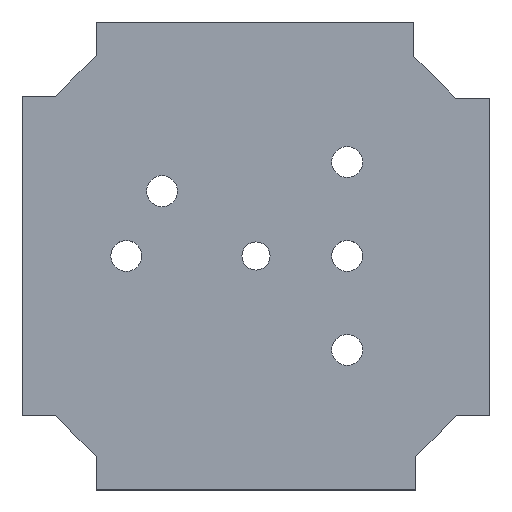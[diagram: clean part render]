
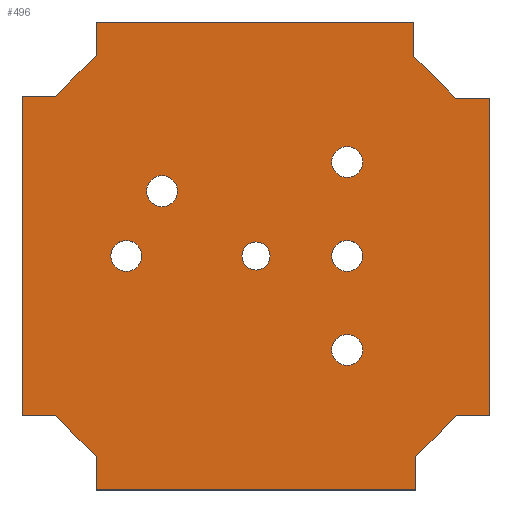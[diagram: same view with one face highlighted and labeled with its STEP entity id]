
A CAD part, top view. The second image highlights one B-rep face of the part: STEP entity #496.
In plain terms, the highlighted planar face has unit normal (0, 0, 1).
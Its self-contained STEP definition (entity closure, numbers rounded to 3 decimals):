
#21=FACE_BOUND('',#99,.T.);
#22=FACE_BOUND('',#100,.T.);
#23=FACE_BOUND('',#101,.T.);
#24=FACE_BOUND('',#102,.T.);
#25=FACE_BOUND('',#103,.T.);
#26=FACE_BOUND('',#104,.T.);
#28=CIRCLE('',#528,1.65);
#30=CIRCLE('',#531,1.65);
#32=CIRCLE('',#534,1.65);
#34=CIRCLE('',#537,1.65);
#36=CIRCLE('',#540,1.65);
#38=CIRCLE('',#543,1.5);
#68=FACE_OUTER_BOUND('',#98,.T.);
#98=EDGE_LOOP('',(#433,#434,#435,#436,#437,#438,#439,#440,#441,#442,#443,
#444,#445,#446,#447,#448));
#99=EDGE_LOOP('',(#449));
#100=EDGE_LOOP('',(#450));
#101=EDGE_LOOP('',(#451));
#102=EDGE_LOOP('',(#452));
#103=EDGE_LOOP('',(#453));
#104=EDGE_LOOP('',(#454));
#107=LINE('',#689,#161);
#111=LINE('',#696,#165);
#114=LINE('',#702,#168);
#117=LINE('',#710,#171);
#121=LINE('',#717,#175);
#124=LINE('',#723,#178);
#127=LINE('',#731,#181);
#130=LINE('',#737,#184);
#133=LINE('',#743,#187);
#143=LINE('',#788,#197);
#146=LINE('',#794,#200);
#149=LINE('',#800,#203);
#152=LINE('',#804,#206);
#154=LINE('',#807,#208);
#156=LINE('',#810,#210);
#158=LINE('',#813,#212);
#161=VECTOR('',#559,10.);
#165=VECTOR('',#565,10.);
#168=VECTOR('',#570,10.);
#171=VECTOR('',#575,10.);
#175=VECTOR('',#581,10.);
#178=VECTOR('',#586,10.);
#181=VECTOR('',#591,10.);
#184=VECTOR('',#596,10.);
#187=VECTOR('',#601,10.);
#197=VECTOR('',#649,10.);
#200=VECTOR('',#654,10.);
#203=VECTOR('',#659,10.);
#206=VECTOR('',#664,10.);
#208=VECTOR('',#668,10.);
#210=VECTOR('',#672,10.);
#212=VECTOR('',#676,10.);
#215=VERTEX_POINT('',#686);
#216=VERTEX_POINT('',#688);
#218=VERTEX_POINT('',#694);
#220=VERTEX_POINT('',#700);
#223=VERTEX_POINT('',#707);
#224=VERTEX_POINT('',#709);
#226=VERTEX_POINT('',#715);
#228=VERTEX_POINT('',#721);
#231=VERTEX_POINT('',#728);
#232=VERTEX_POINT('',#730);
#234=VERTEX_POINT('',#736);
#236=VERTEX_POINT('',#742);
#238=VERTEX_POINT('',#748);
#240=VERTEX_POINT('',#754);
#242=VERTEX_POINT('',#760);
#244=VERTEX_POINT('',#766);
#246=VERTEX_POINT('',#772);
#248=VERTEX_POINT('',#778);
#251=VERTEX_POINT('',#785);
#252=VERTEX_POINT('',#787);
#254=VERTEX_POINT('',#793);
#256=VERTEX_POINT('',#799);
#259=EDGE_CURVE('',#216,#215,#107,.T.);
#263=EDGE_CURVE('',#215,#218,#111,.T.);
#266=EDGE_CURVE('',#218,#220,#114,.T.);
#269=EDGE_CURVE('',#224,#223,#117,.T.);
#273=EDGE_CURVE('',#223,#226,#121,.T.);
#276=EDGE_CURVE('',#226,#228,#124,.T.);
#279=EDGE_CURVE('',#232,#231,#127,.T.);
#282=EDGE_CURVE('',#234,#232,#130,.T.);
#285=EDGE_CURVE('',#236,#234,#133,.T.);
#289=EDGE_CURVE('',#238,#238,#28,.T.);
#292=EDGE_CURVE('',#240,#240,#30,.T.);
#295=EDGE_CURVE('',#242,#242,#32,.T.);
#298=EDGE_CURVE('',#244,#244,#34,.T.);
#301=EDGE_CURVE('',#246,#246,#36,.T.);
#304=EDGE_CURVE('',#248,#248,#38,.T.);
#307=EDGE_CURVE('',#252,#251,#143,.T.);
#310=EDGE_CURVE('',#254,#252,#146,.T.);
#313=EDGE_CURVE('',#256,#254,#149,.T.);
#316=EDGE_CURVE('',#228,#256,#152,.T.);
#318=EDGE_CURVE('',#220,#224,#154,.T.);
#320=EDGE_CURVE('',#231,#216,#156,.T.);
#322=EDGE_CURVE('',#251,#236,#158,.T.);
#433=ORIENTED_EDGE('',*,*,#322,.T.);
#434=ORIENTED_EDGE('',*,*,#285,.T.);
#435=ORIENTED_EDGE('',*,*,#282,.T.);
#436=ORIENTED_EDGE('',*,*,#279,.T.);
#437=ORIENTED_EDGE('',*,*,#320,.T.);
#438=ORIENTED_EDGE('',*,*,#259,.T.);
#439=ORIENTED_EDGE('',*,*,#263,.T.);
#440=ORIENTED_EDGE('',*,*,#266,.T.);
#441=ORIENTED_EDGE('',*,*,#318,.T.);
#442=ORIENTED_EDGE('',*,*,#269,.T.);
#443=ORIENTED_EDGE('',*,*,#273,.T.);
#444=ORIENTED_EDGE('',*,*,#276,.T.);
#445=ORIENTED_EDGE('',*,*,#316,.T.);
#446=ORIENTED_EDGE('',*,*,#313,.T.);
#447=ORIENTED_EDGE('',*,*,#310,.T.);
#448=ORIENTED_EDGE('',*,*,#307,.T.);
#449=ORIENTED_EDGE('',*,*,#289,.T.);
#450=ORIENTED_EDGE('',*,*,#292,.T.);
#451=ORIENTED_EDGE('',*,*,#295,.T.);
#452=ORIENTED_EDGE('',*,*,#298,.T.);
#453=ORIENTED_EDGE('',*,*,#301,.T.);
#454=ORIENTED_EDGE('',*,*,#304,.T.);
#472=PLANE('',#552);
#496=ADVANCED_FACE('',(#68,#21,#22,#23,#24,#25,#26),#472,.T.);
#528=AXIS2_PLACEMENT_3D('',#750,#608,#609);
#531=AXIS2_PLACEMENT_3D('',#756,#615,#616);
#534=AXIS2_PLACEMENT_3D('',#762,#622,#623);
#537=AXIS2_PLACEMENT_3D('',#768,#629,#630);
#540=AXIS2_PLACEMENT_3D('',#774,#636,#637);
#543=AXIS2_PLACEMENT_3D('',#780,#643,#644);
#552=AXIS2_PLACEMENT_3D('',#815,#679,#680);
#559=DIRECTION('',(1.,0.,0.));
#565=DIRECTION('',(0.707,-0.707,0.));
#570=DIRECTION('',(0.,-1.,0.));
#575=DIRECTION('',(0.,1.,0.));
#581=DIRECTION('',(0.707,0.707,0.));
#586=DIRECTION('',(1.,0.,0.));
#591=DIRECTION('',(-1.,0.,0.));
#596=DIRECTION('',(-0.707,-0.707,0.));
#601=DIRECTION('',(0.,-1.,0.));
#608=DIRECTION('center_axis',(0.,0.,-1.));
#609=DIRECTION('ref_axis',(-1.,0.,0.));
#615=DIRECTION('center_axis',(0.,0.,-1.));
#616=DIRECTION('ref_axis',(-1.,0.,0.));
#622=DIRECTION('center_axis',(0.,0.,-1.));
#623=DIRECTION('ref_axis',(-1.,0.,0.));
#629=DIRECTION('center_axis',(0.,0.,-1.));
#630=DIRECTION('ref_axis',(-1.,0.,0.));
#636=DIRECTION('center_axis',(0.,0.,-1.));
#637=DIRECTION('ref_axis',(-1.,0.,0.));
#643=DIRECTION('center_axis',(0.,0.,-1.));
#644=DIRECTION('ref_axis',(-1.,0.,0.));
#649=DIRECTION('',(0.,1.,0.));
#654=DIRECTION('',(-0.707,0.707,0.));
#659=DIRECTION('',(-1.,0.,0.));
#664=DIRECTION('',(0.,1.,0.));
#668=DIRECTION('',(1.,0.,0.));
#672=DIRECTION('',(0.,-1.,0.));
#676=DIRECTION('',(-1.,0.,0.));
#679=DIRECTION('center_axis',(0.,0.,1.));
#680=DIRECTION('ref_axis',(1.,0.,0.));
#686=CARTESIAN_POINT('',(-21.324,-17.001,1.));
#688=CARTESIAN_POINT('',(-24.9,-17.001,1.));
#689=CARTESIAN_POINT('',(-25.1,-17.001,1.));
#694=CARTESIAN_POINT('',(-17.001,-21.324,1.));
#696=CARTESIAN_POINT('',(-21.324,-17.001,1.));
#700=CARTESIAN_POINT('',(-17.001,-24.9,1.));
#702=CARTESIAN_POINT('',(-17.001,-21.324,1.));
#707=CARTESIAN_POINT('',(17.001,-21.324,1.));
#709=CARTESIAN_POINT('',(17.001,-24.9,1.));
#710=CARTESIAN_POINT('',(17.001,-25.1,1.));
#715=CARTESIAN_POINT('',(21.324,-17.001,1.));
#717=CARTESIAN_POINT('',(17.001,-21.324,1.));
#721=CARTESIAN_POINT('',(24.9,-17.001,1.));
#723=CARTESIAN_POINT('',(21.324,-17.001,1.));
#728=CARTESIAN_POINT('',(-24.9,17.001,1.));
#730=CARTESIAN_POINT('',(-21.324,17.001,1.));
#731=CARTESIAN_POINT('',(-21.324,17.001,1.));
#736=CARTESIAN_POINT('',(-17.001,21.324,1.));
#737=CARTESIAN_POINT('',(-17.001,21.324,1.));
#742=CARTESIAN_POINT('',(-17.001,24.9,1.));
#743=CARTESIAN_POINT('',(-17.001,25.1,1.));
#748=CARTESIAN_POINT('',(11.35,10.,1.));
#750=CARTESIAN_POINT('Origin',(9.7,10.,1.));
#754=CARTESIAN_POINT('',(11.35,-10.,1.));
#756=CARTESIAN_POINT('Origin',(9.7,-10.,1.));
#760=CARTESIAN_POINT('',(-12.15,0.,1.));
#762=CARTESIAN_POINT('Origin',(-13.8,0.,1.));
#766=CARTESIAN_POINT('',(-8.35,6.9,1.));
#768=CARTESIAN_POINT('Origin',(-10.,6.9,1.));
#772=CARTESIAN_POINT('',(11.35,0.,1.));
#774=CARTESIAN_POINT('Origin',(9.7,0.,1.));
#778=CARTESIAN_POINT('',(1.5,0.,1.));
#780=CARTESIAN_POINT('Origin',(0.,0.,1.));
#785=CARTESIAN_POINT('',(16.801,24.9,1.));
#787=CARTESIAN_POINT('',(16.801,21.241,1.));
#788=CARTESIAN_POINT('',(16.801,24.9,1.));
#793=CARTESIAN_POINT('',(21.241,16.801,1.));
#794=CARTESIAN_POINT('',(19.021,19.021,1.));
#799=CARTESIAN_POINT('',(24.9,16.801,1.));
#800=CARTESIAN_POINT('',(21.241,16.801,1.));
#804=CARTESIAN_POINT('',(24.9,-17.001,1.));
#807=CARTESIAN_POINT('',(-17.001,-24.9,1.));
#810=CARTESIAN_POINT('',(-24.9,17.001,1.));
#813=CARTESIAN_POINT('',(0.,24.9,1.));
#815=CARTESIAN_POINT('Origin',(0.,0.,1.));
